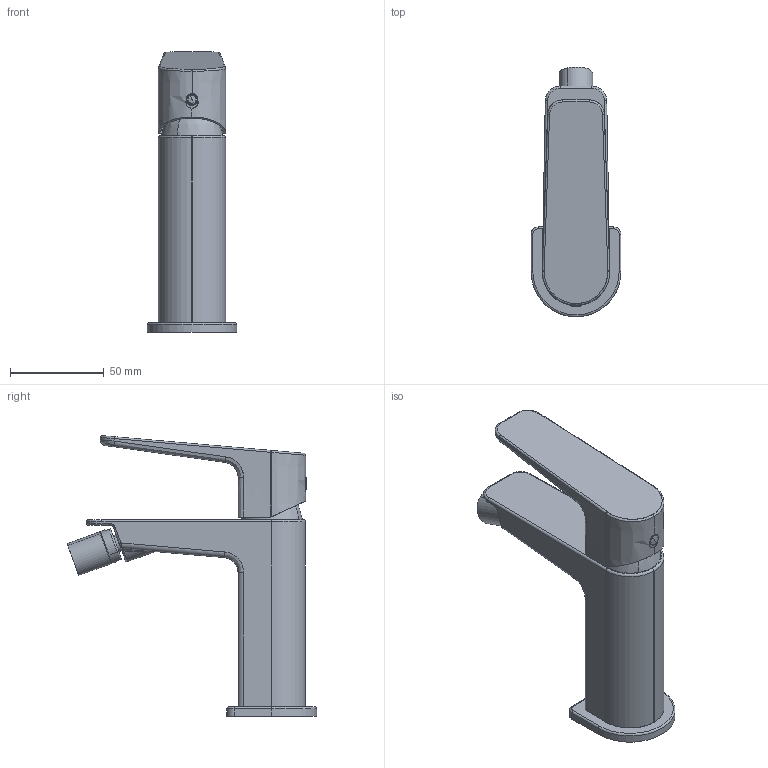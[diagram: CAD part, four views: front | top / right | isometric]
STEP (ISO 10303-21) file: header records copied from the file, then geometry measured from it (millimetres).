
FILE_DESCRIPTION(('CATIA V5 STEP Exchange','CAx-IF Rec.Pracs.--- Model Styling and Organization---1.5--- 2016-08-15','CAx-IF Rec.Pracs.---Supplemental Geometry---1.0---2011-11-01','CAx-IF Rec.Pracs.--- Composite Materials ---3.4---2017-06-13','CAx-IF Rec.Pracs.---Tessellated 3D Geometry---1.0---2015-12-17'),'2;1');
FILE_NAME('RK000564.stp','2023-05-25T12:33:46+00:00',('none'),('none'),'CATIA Version 5-6 Release 2020 SP2','CATIA V5 STEP AP242 v2','none');
FILE_SCHEMA(('AP242_MANAGED_MODEL_BASED_3D_ENGINEERING_MIM_LF {1 0 10303 442 1 1 4}'));
Length unit declared in the file: millimetre
Products named in the file (1): RK000564
Bounding box: 48 x 133.14 x 149.8 mm (x, y, z)
Volume: 13059.8 mm3; surface area: 44893.8 mm2
Topology: 11 solids, 114 shells, 391 faces, 1211 edges, 953 vertices
Faces by surface type: cylinder 154, plane 96, bspline 50, cone 46, torus 35, revolution 6, sphere 4
Entity records: 18344 total; most frequent: CARTESIAN_POINT 8799, ORIENTED_EDGE 1895, DIRECTION 1309, EDGE_CURVE 1205, VERTEX_POINT 953, AXIS2_PLACEMENT_3D 669, CIRCLE 428, EDGE_LOOP 427
